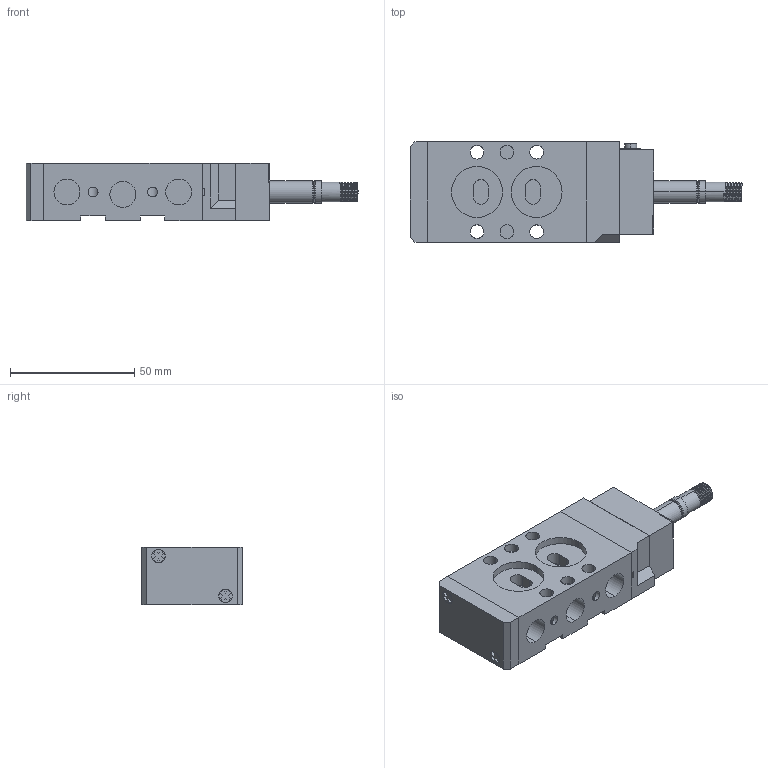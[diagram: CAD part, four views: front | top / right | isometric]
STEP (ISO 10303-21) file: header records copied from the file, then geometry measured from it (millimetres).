
FILE_DESCRIPTION (( 'STEP AP203' ), '1' );
FILE_NAME ('SN3101-IP.STEP', '2019-07-16T05:28:26', ( 'yrd2' ), ( 'Hewlett-Packard Company' ), 'SwSTEP 2.0', 'SolidWorks 2008', '' );
FILE_SCHEMA (( 'CONFIG_CONTROL_DESIGN' ));
Length unit declared in the file: millimetre
Products named in the file (5): SN3101-IP; SN3000 Body_ル遽; SN3000 BodyCover_ル遽; SN3000 PPS Semi_ル遽; SF4000 Pilot_ル遽
Assembly tree (4 placements, depth 2):
  SN3101-IP
    SN3000 Body_ル遽
    SF4000 Pilot_ル遽
    SN3000 BodyCover_ル遽
    SN3000 PPS Semi_ル遽
Bounding box: 133.7 x 40.5 x 23 mm (x, y, z)
Volume: 79221 mm3; surface area: 25341.9 mm2
Topology: 9 solids, 9 shells, 291 faces, 745 edges, 493 vertices
Faces by surface type: plane 193, cylinder 88, torus 8, bspline 2
Entity records: 10369 total; most frequent: CARTESIAN_POINT 2748, ORIENTED_EDGE 1490, DIRECTION 1424, EDGE_CURVE 745, VECTOR 550, LINE 550, VERTEX_POINT 493, AXIS2_PLACEMENT_3D 437
